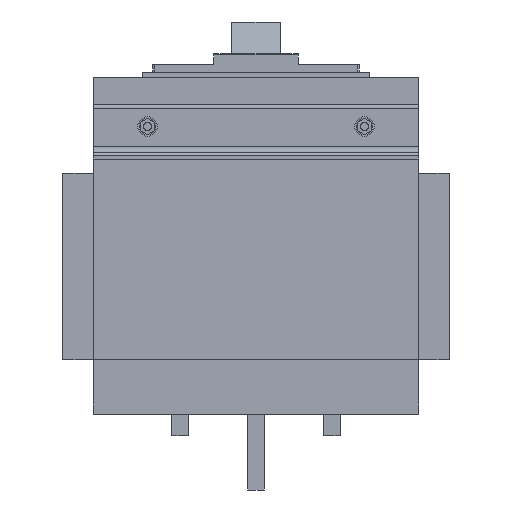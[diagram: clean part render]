
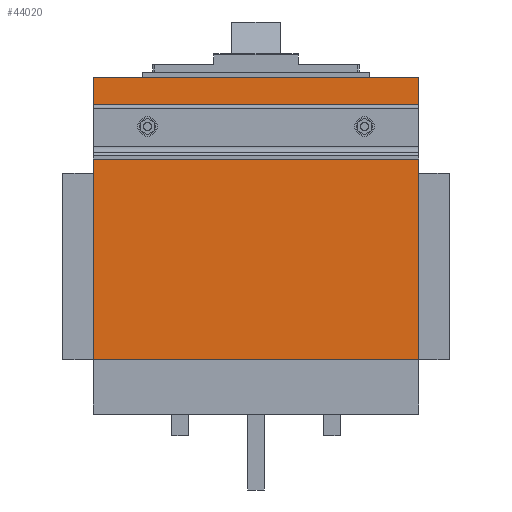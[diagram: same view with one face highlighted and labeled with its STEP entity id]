
A CAD part, front view. The second image highlights one B-rep face of the part: STEP entity #44020.
In plain terms, the highlighted planar face has unit normal (0, -1, 0).
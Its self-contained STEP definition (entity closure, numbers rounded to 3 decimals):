
#43630=CARTESIAN_POINT('',(427.147,850.26,
-272.));
#43640=DIRECTION('',(0.,1.,0.));
#43650=DIRECTION('',(0.,0.,-1.));
#43660=AXIS2_PLACEMENT_3D('',#43630,#43640,#43650);
#43670=PLANE('',#43660);
#43680=CARTESIAN_POINT('',(0.,850.26,-12.));
#43690=DIRECTION('',(-1.,0.,0.));
#43700=VECTOR('',#43690,1.);
#43710=LINE('',#43680,#43700);
#43720=CARTESIAN_POINT('',(357.147,850.26,
-12.));
#43730=VERTEX_POINT('',#43720);
#43740=CARTESIAN_POINT('',(57.147,850.26,
-12.));
#43750=VERTEX_POINT('',#43740);
#43760=EDGE_CURVE('',#43730,#43750,#43710,.T.);
#43770=ORIENTED_EDGE('',*,*,#43760,.T.);
#43780=CARTESIAN_POINT('',(357.147,850.26,
-12.));
#43790=DIRECTION('',(0.,0.,-1.));
#43800=VECTOR('',#43790,1.);
#43810=LINE('',#43780,#43800);
#43820=CARTESIAN_POINT('',(357.147,850.26,
-272.));
#43830=VERTEX_POINT('',#43820);
#43840=EDGE_CURVE('',#43730,#43830,#43810,.T.);
#43850=ORIENTED_EDGE('',*,*,#43840,.F.);
#43860=CARTESIAN_POINT('',(0.,850.26,-272.));
#43870=DIRECTION('',(-1.,0.,0.));
#43880=VECTOR('',#43870,1.);
#43890=LINE('',#43860,#43880);
#43900=CARTESIAN_POINT('',(57.147,850.26,
-272.));
#43910=VERTEX_POINT('',#43900);
#43920=EDGE_CURVE('',#43830,#43910,#43890,.T.);
#43930=ORIENTED_EDGE('',*,*,#43920,.F.);
#43940=CARTESIAN_POINT('',(57.147,850.26,0.));
#43950=DIRECTION('',(0.,0.,-1.));
#43960=VECTOR('',#43950,1.);
#43970=LINE('',#43940,#43960);
#43980=EDGE_CURVE('',#43750,#43910,#43970,.T.);
#43990=ORIENTED_EDGE('',*,*,#43980,.T.);
#44000=EDGE_LOOP('',(#43990,#43930,#43850,#43770));
#44010=FACE_OUTER_BOUND('',#44000,.T.);
#44020=ADVANCED_FACE('',(#44010),#43670,.F.);
